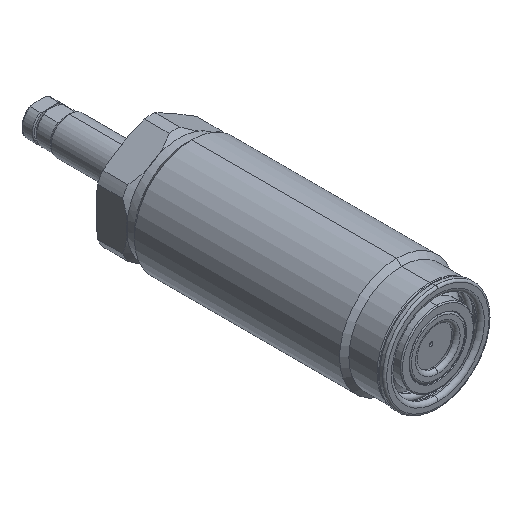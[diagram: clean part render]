
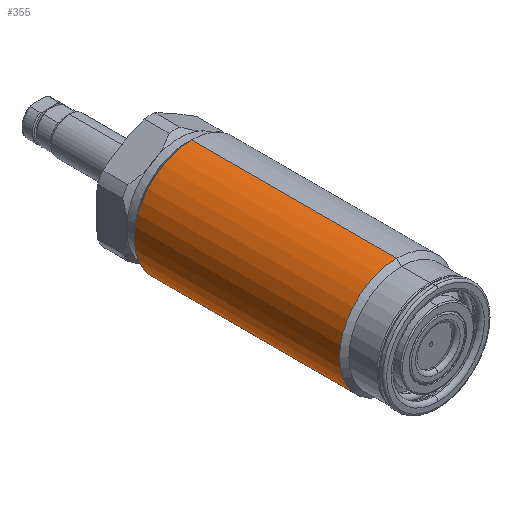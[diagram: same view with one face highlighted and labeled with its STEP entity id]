
A CAD part, isometric view. The second image highlights one B-rep face of the part: STEP entity #355.
In plain terms, the highlighted cylindrical face has radius 11 mm (diameter 22 mm), a partial arc.
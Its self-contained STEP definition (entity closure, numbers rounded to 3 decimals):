
#355=ADVANCED_FACE('',(#568),#516,.T.);
#516=CYLINDRICAL_SURFACE('',#2577,11.);
#568=FACE_OUTER_BOUND('',#720,.T.);
#720=EDGE_LOOP('',(#1153,#1154,#1155,#1156));
#905=CIRCLE('',#2575,11.);
#906=CIRCLE('',#2576,11.);
#1153=ORIENTED_EDGE('',*,*,#2051,.T.);
#1154=ORIENTED_EDGE('',*,*,#2052,.T.);
#1155=ORIENTED_EDGE('',*,*,#2053,.F.);
#1156=ORIENTED_EDGE('',*,*,#2054,.T.);
#1841=VERTEX_POINT('',#3936);
#1842=VERTEX_POINT('',#3937);
#1843=VERTEX_POINT('',#3939);
#1844=VERTEX_POINT('',#3941);
#2051=EDGE_CURVE('',#1841,#1842,#2375,.T.);
#2052=EDGE_CURVE('',#1842,#1843,#905,.T.);
#2053=EDGE_CURVE('',#1844,#1843,#2376,.T.);
#2054=EDGE_CURVE('',#1844,#1841,#906,.T.);
#2375=LINE('',#3935,#2467);
#2376=LINE('',#3940,#2468);
#2467=VECTOR('',#3007,1.);
#2468=VECTOR('',#3010,1.);
#2575=AXIS2_PLACEMENT_3D('',#3938,#3008,#3009);
#2576=AXIS2_PLACEMENT_3D('',#3942,#3011,#3012);
#2577=AXIS2_PLACEMENT_3D('',#3943,#3013,#3014);
#3007=DIRECTION('',(0.,1.,0.));
#3008=DIRECTION('',(0.,-1.,0.));
#3009=DIRECTION('',(0.,0.,1.));
#3010=DIRECTION('',(0.,1.,0.));
#3011=DIRECTION('',(0.,1.,0.));
#3012=DIRECTION('',(0.,0.,1.));
#3013=DIRECTION('',(0.,1.,0.));
#3014=DIRECTION('',(0.,0.,1.));
#3935=CARTESIAN_POINT('',(0.,80.982,11.));
#3936=CARTESIAN_POINT('',(0.,10.76,11.));
#3937=CARTESIAN_POINT('',(0.,50.16,11.));
#3938=CARTESIAN_POINT('',(0.,50.16,0.));
#3939=CARTESIAN_POINT('',(0.,50.16,-11.));
#3940=CARTESIAN_POINT('',(0.,80.982,-11.));
#3941=CARTESIAN_POINT('',(0.,10.76,-11.));
#3942=CARTESIAN_POINT('',(0.,10.76,0.));
#3943=CARTESIAN_POINT('',(0.,80.982,0.));
